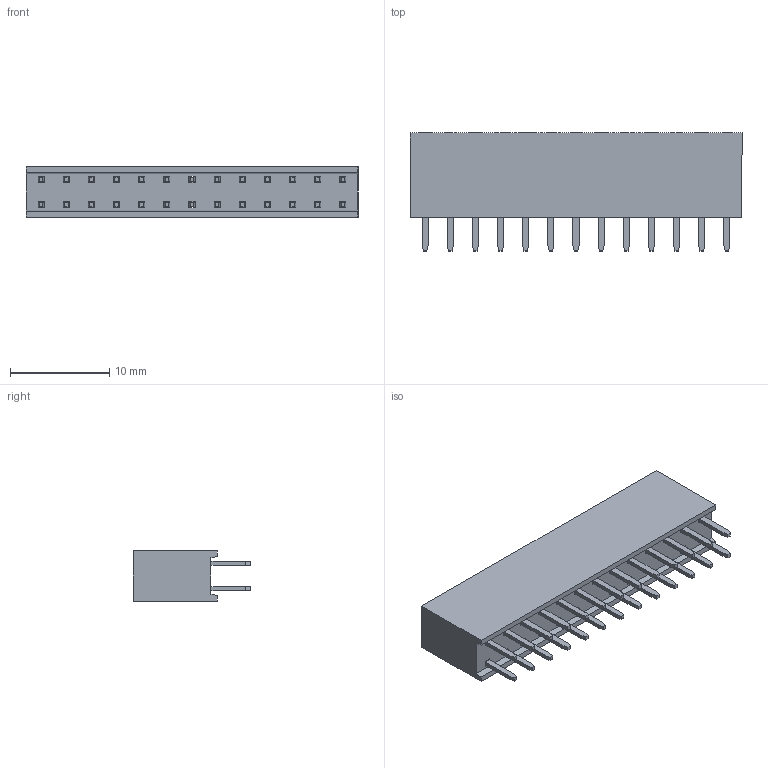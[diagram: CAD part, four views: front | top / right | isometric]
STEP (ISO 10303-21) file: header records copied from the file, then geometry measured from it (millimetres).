
FILE_DESCRIPTION (( 'STEP AP214' ), '1' );
FILE_NAME ('PPTC132LFBN-RC.STEP', '2022-06-27T17:47:53', ( '' ), ( '' ), 'SwSTEP 2.0', 'SolidWorks 2017', '' );
FILE_SCHEMA (( 'AUTOMOTIVE_DESIGN' ));
Length unit declared in the file: inch
Products named in the file (3): 2 row tin body_13; PPTC132LFBN-RC; 2 row tin pins
Assembly tree (14 placements, depth 2):
  PPTC132LFBN-RC
    2 row tin body_13
    2 row tin pins  x13
Bounding box: 33.53 x 11.91 x 5.08 mm (x, y, z)
Volume: 1336.9 mm3; surface area: 2103.7 mm2
Topology: 53 solids, 53 shells, 764 faces, 1870 edges, 1212 vertices
Faces by surface type: plane 608, cylinder 156
Entity records: 7799 total; most frequent: CARTESIAN_POINT 1319, ORIENTED_EDGE 1292, DIRECTION 1224, EDGE_CURVE 646, VECTOR 622, LINE 622, VERTEX_POINT 396, EDGE_LOOP 312
